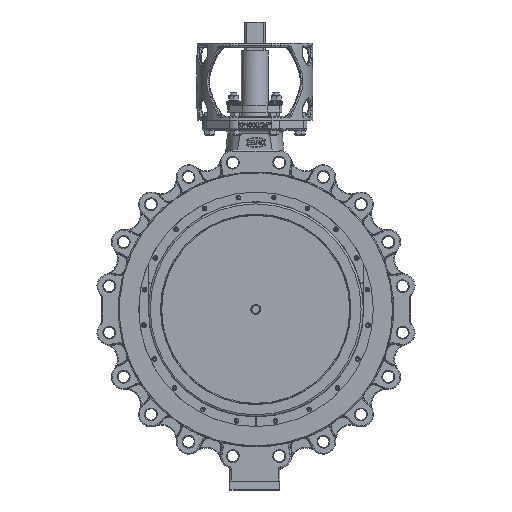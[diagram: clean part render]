
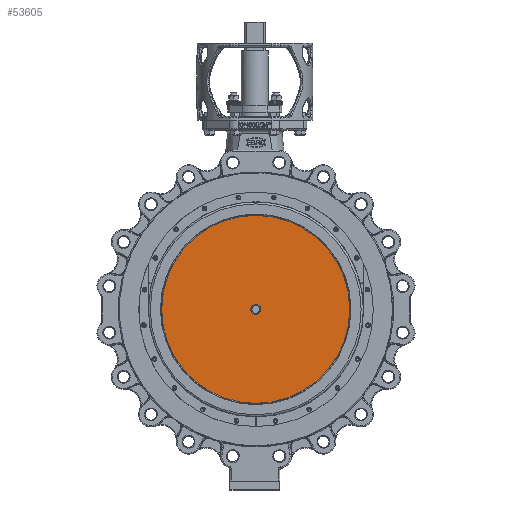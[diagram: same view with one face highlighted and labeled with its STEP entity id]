
A CAD part, top view. The second image highlights one B-rep face of the part: STEP entity #53605.
In plain terms, the highlighted planar face has unit normal (-0.011, 0, 1).
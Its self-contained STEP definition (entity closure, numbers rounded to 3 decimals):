
#4121=FACE_BOUND('',#19168,.T.);
#7039=CIRCLE('',#59200,243.757);
#7040=CIRCLE('',#59202,13.);
#15274=FACE_OUTER_BOUND('',#19167,.T.);
#19167=EDGE_LOOP('',(#44848));
#19168=EDGE_LOOP('',(#44849));
#24287=VERTEX_POINT('',#125107);
#24288=VERTEX_POINT('',#125110);
#31300=EDGE_CURVE('',#24287,#24287,#7039,.T.);
#31301=EDGE_CURVE('',#24288,#24288,#7040,.T.);
#44848=ORIENTED_EDGE('',*,*,#31300,.T.);
#44849=ORIENTED_EDGE('',*,*,#31301,.F.);
#47223=PLANE('',#59201);
#53605=ADVANCED_FACE('',(#15274,#4121),#47223,.T.);
#59200=AXIS2_PLACEMENT_3D('',#125108,#72352,#72353);
#59201=AXIS2_PLACEMENT_3D('',#125109,#72354,#72355);
#59202=AXIS2_PLACEMENT_3D('',#125111,#72356,#72357);
#72352=DIRECTION('center_axis',(-0.011,0.,
1.));
#72353=DIRECTION('ref_axis',(-1.,0.,-0.011));
#72354=DIRECTION('center_axis',(-0.011,0.,
1.));
#72355=DIRECTION('ref_axis',(0.,-1.,0.));
#72356=DIRECTION('center_axis',(-0.011,0.,
1.));
#72357=DIRECTION('ref_axis',(-1.,0.,-0.011));
#125107=CARTESIAN_POINT('',(-244.469,0.,65.429));
#125108=CARTESIAN_POINT('Origin',(-0.725,0.,
68.028));
#125109=CARTESIAN_POINT('Origin',(-129.097,0.,
66.659));
#125110=CARTESIAN_POINT('',(-13.725,0.,67.889));
#125111=CARTESIAN_POINT('Origin',(-0.725,0.,
68.028));
